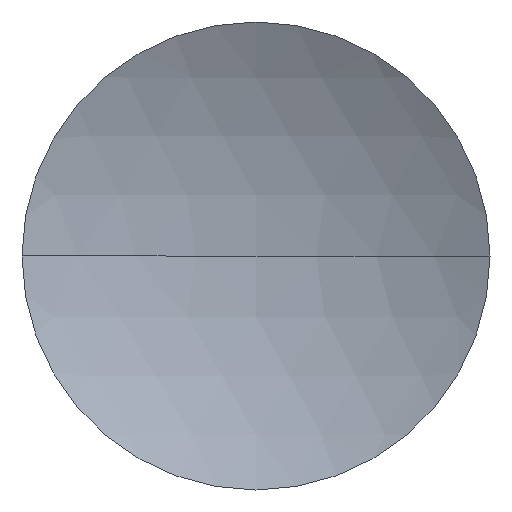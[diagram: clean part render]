
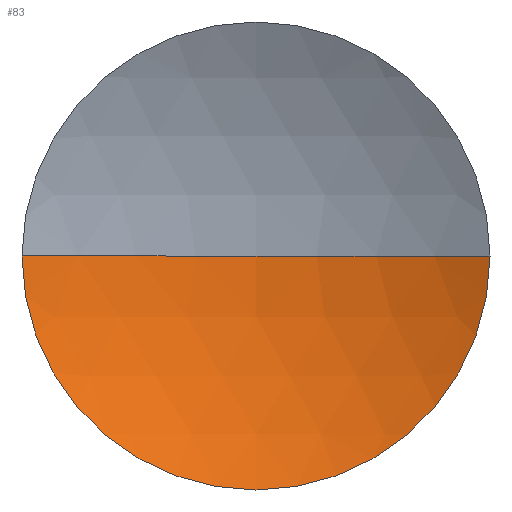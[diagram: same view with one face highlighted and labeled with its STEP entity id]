
A CAD part, front view. The second image highlights one B-rep face of the part: STEP entity #83.
In plain terms, the highlighted spherical face has radius 37.429 mm.
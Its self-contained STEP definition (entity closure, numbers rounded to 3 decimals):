
#7 = DIRECTION ( 'NONE',  ( 0., 0., -1. ) ) ;
#16 = ORIENTED_EDGE ( 'NONE', *, *, #32, .T. ) ;
#19 = VERTEX_POINT ( 'NONE', #27 ) ;
#27 = CARTESIAN_POINT ( 'NONE',  ( -8.66, 4.007, 0. ) ) ;
#29 = AXIS2_PLACEMENT_3D ( 'NONE', #220, #237, #112 ) ;
#32 = EDGE_CURVE ( 'NONE', #35, #58, #87, .T. ) ;
#33 = CARTESIAN_POINT ( 'NONE',  ( -8.66, -33.421, 0. ) ) ;
#35 = VERTEX_POINT ( 'NONE', #114 ) ;
#50 = SPHERICAL_SURFACE ( 'NONE', #145, 37.429 ) ;
#57 = CIRCLE ( 'NONE', #222, 37.429 ) ;
#58 = VERTEX_POINT ( 'NONE', #257 ) ;
#65 = AXIS2_PLACEMENT_3D ( 'NONE', #242, #260, #117 ) ;
#71 = CIRCLE ( 'NONE', #216, 16.85 ) ;
#72 = CARTESIAN_POINT ( 'NONE',  ( -8.66, -33.421, 0. ) ) ;
#83 = ADVANCED_FACE ( 'NONE', ( #109 ), #50, .F. ) ;
#87 = CIRCLE ( 'NONE', #29, 16.85 ) ;
#99 = ORIENTED_EDGE ( 'NONE', *, *, #218, .T. ) ;
#109 = FACE_OUTER_BOUND ( 'NONE', #167, .T. ) ;
#112 = DIRECTION ( 'NONE',  ( 0., 0., -1. ) ) ;
#114 = CARTESIAN_POINT ( 'NONE',  ( -25.51, 0., 0. ) ) ;
#117 = DIRECTION ( 'NONE',  ( -1., 0., 0. ) ) ;
#129 = CIRCLE ( 'NONE', #65, 37.429 ) ;
#145 = AXIS2_PLACEMENT_3D ( 'NONE', #72, #156, #176 ) ;
#147 = VERTEX_POINT ( 'NONE', #259 ) ;
#156 = DIRECTION ( 'NONE',  ( 0., 0., 1. ) ) ;
#167 = EDGE_LOOP ( 'NONE', ( #246, #99, #16, #266 ) ) ;
#176 = DIRECTION ( 'NONE',  ( 1., 0., 0. ) ) ;
#181 = DIRECTION ( 'NONE',  ( 0., 0., 1. ) ) ;
#192 = EDGE_CURVE ( 'NONE', #58, #147, #71, .T. ) ;
#194 = DIRECTION ( 'NONE',  ( 0., -1., 0. ) ) ;
#215 = CARTESIAN_POINT ( 'NONE',  ( -8.66, 0., 0. ) ) ;
#216 = AXIS2_PLACEMENT_3D ( 'NONE', #215, #194, #7 ) ;
#218 = EDGE_CURVE ( 'NONE', #19, #35, #57, .T. ) ;
#220 = CARTESIAN_POINT ( 'NONE',  ( -8.66, 0., 0. ) ) ;
#222 = AXIS2_PLACEMENT_3D ( 'NONE', #33, #181, #223 ) ;
#223 = DIRECTION ( 'NONE',  ( 1., 0., 0. ) ) ;
#237 = DIRECTION ( 'NONE',  ( 0., -1., 0. ) ) ;
#242 = CARTESIAN_POINT ( 'NONE',  ( -8.66, -33.421, 0. ) ) ;
#246 = ORIENTED_EDGE ( 'NONE', *, *, #255, .F. ) ;
#255 = EDGE_CURVE ( 'NONE', #19, #147, #129, .T. ) ;
#257 = CARTESIAN_POINT ( 'NONE',  ( -8.66, 0., -16.85 ) ) ;
#259 = CARTESIAN_POINT ( 'NONE',  ( 8.19, 0., 0. ) ) ;
#260 = DIRECTION ( 'NONE',  ( 0., 0., -1. ) ) ;
#266 = ORIENTED_EDGE ( 'NONE', *, *, #192, .T. ) ;
